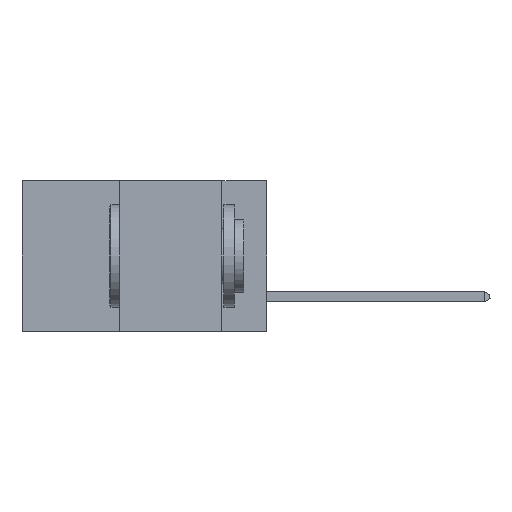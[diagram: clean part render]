
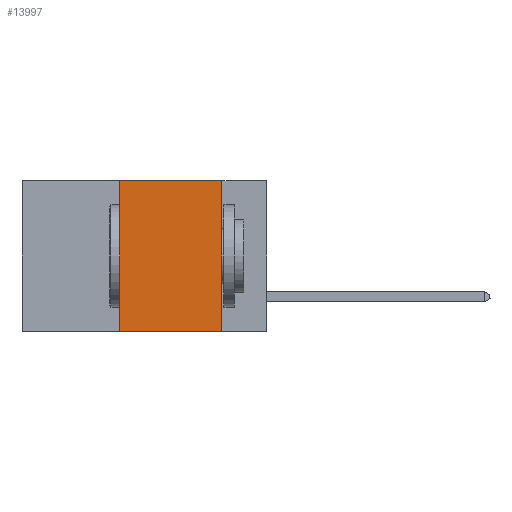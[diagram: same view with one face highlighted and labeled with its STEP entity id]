
A CAD part, left-side view. The second image highlights one B-rep face of the part: STEP entity #13997.
In plain terms, the highlighted planar face has unit normal (-1, 0, 0).
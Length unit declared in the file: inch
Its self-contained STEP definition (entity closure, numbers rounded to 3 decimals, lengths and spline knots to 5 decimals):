
#745 = ORIENTED_EDGE ( 'NONE', *, *, #9109, .F. ) ;
#1028 = VECTOR ( 'NONE', #4890, 39.37008 ) ;
#1109 = CARTESIAN_POINT ( 'NONE',  ( 0., 0.36, -0.37 ) ) ;
#1128 = VERTEX_POINT ( 'NONE', #1109 ) ;
#1905 = CARTESIAN_POINT ( 'NONE',  ( 0., 0.11, 0. ) ) ;
#2101 = CARTESIAN_POINT ( 'NONE',  ( 0., 0.6, 0. ) ) ;
#2182 = PLANE ( 'NONE',  #3452 ) ;
#2959 = LINE ( 'NONE', #15994, #13867 ) ;
#3452 = AXIS2_PLACEMENT_3D ( 'NONE', #2101, #14480, #17635 ) ;
#3763 = DIRECTION ( 'NONE',  ( 0., -1., 0. ) ) ;
#4596 = CARTESIAN_POINT ( 'NONE',  ( 0., 0.11, 0. ) ) ;
#4672 = CARTESIAN_POINT ( 'NONE',  ( 0., 0.6, -0.37 ) ) ;
#4890 = DIRECTION ( 'NONE',  ( 0., -1., 0. ) ) ;
#5576 = VERTEX_POINT ( 'NONE', #4596 ) ;
#6622 = ORIENTED_EDGE ( 'NONE', *, *, #13788, .F. ) ;
#6694 = VERTEX_POINT ( 'NONE', #12794 ) ;
#7557 = EDGE_CURVE ( 'NONE', #5576, #12343, #12646, .T. ) ;
#8593 = DIRECTION ( 'NONE',  ( 0., 0., 1. ) ) ;
#9109 = EDGE_CURVE ( 'NONE', #6694, #5576, #13533, .T. ) ;
#9208 = CARTESIAN_POINT ( 'NONE',  ( 0., 0.11, -0.37 ) ) ;
#9988 = VECTOR ( 'NONE', #3763, 39.37008 ) ;
#10736 = DIRECTION ( 'NONE',  ( 0., 0., -1. ) ) ;
#10893 = EDGE_LOOP ( 'NONE', ( #11625, #745, #6622, #17942 ) ) ;
#11625 = ORIENTED_EDGE ( 'NONE', *, *, #7557, .F. ) ;
#11979 = CARTESIAN_POINT ( 'NONE',  ( 0., 0.6, 0. ) ) ;
#12343 = VERTEX_POINT ( 'NONE', #9208 ) ;
#12646 = LINE ( 'NONE', #1905, #16090 ) ;
#12794 = CARTESIAN_POINT ( 'NONE',  ( 0., 0.36, 0. ) ) ;
#13533 = LINE ( 'NONE', #11979, #1028 ) ;
#13788 = EDGE_CURVE ( 'NONE', #1128, #6694, #2959, .T. ) ;
#13867 = VECTOR ( 'NONE', #8593, 39.37008 ) ;
#13997 = ADVANCED_FACE ( 'NONE', ( #17945 ), #2182, .F. ) ;
#14480 = DIRECTION ( 'NONE',  ( 1., 0., 0. ) ) ;
#15994 = CARTESIAN_POINT ( 'NONE',  ( 0., 0.36, 0. ) ) ;
#16090 = VECTOR ( 'NONE', #10736, 39.37008 ) ;
#16877 = EDGE_CURVE ( 'NONE', #1128, #12343, #17022, .T. ) ;
#17022 = LINE ( 'NONE', #4672, #9988 ) ;
#17635 = DIRECTION ( 'NONE',  ( 0., 0., -1. ) ) ;
#17942 = ORIENTED_EDGE ( 'NONE', *, *, #16877, .T. ) ;
#17945 = FACE_OUTER_BOUND ( 'NONE', #10893, .T. ) ;
